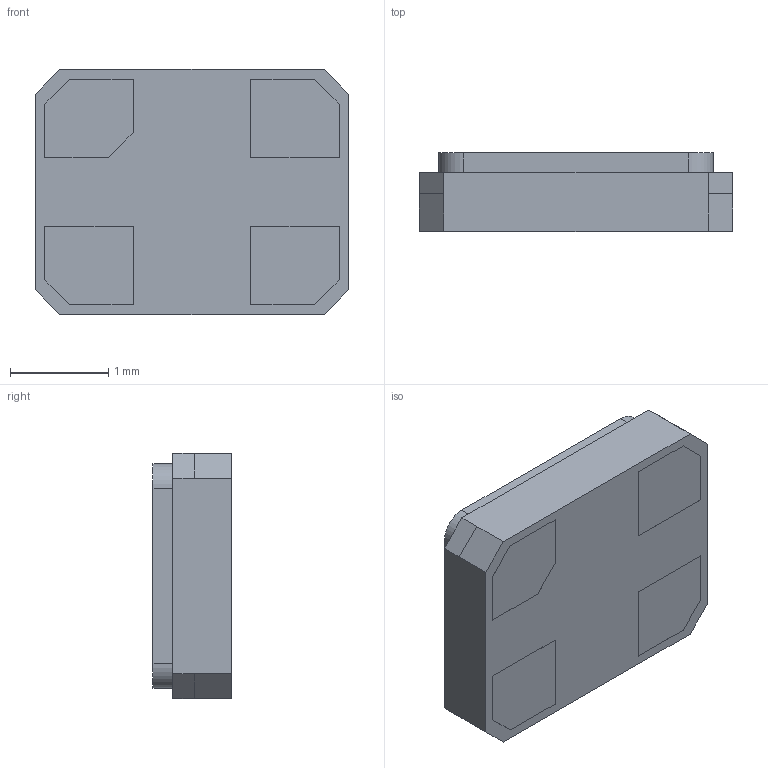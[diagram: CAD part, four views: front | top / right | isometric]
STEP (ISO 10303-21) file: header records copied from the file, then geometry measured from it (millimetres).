
FILE_DESCRIPTION(/* description */ (''),/* implementation_level */ '2;1');
FILE_NAME(/* name */ 'ABM8.step',/* time_stamp */ '2021-03-02T21:44:12+01:00',/* author */ (''),/* organization */ (''),/* preprocessor_version */ 'ST-DEVELOPER v18.1',/* originating_system */ 'Autodesk Translation Framework v9.7.1.1290',/* authorisation */ '');
FILE_SCHEMA (('AUTOMOTIVE_DESIGN { 1 0 10303 214 3 1 1 }'));
Length unit declared in the file: millimetre
Products named in the file (2): (Unsaved); ABM8
Assembly tree (1 placements, depth 2):
  (Unsaved)
    ABM8
Bounding box: 3.2 x 0.81 x 2.5 mm (x, y, z)
Volume: 6 mm3; surface area: 24.7 mm2
Topology: 5 solids, 5 shells, 119 faces, 312 edges, 208 vertices
Faces by surface type: plane 85, bspline 30, cylinder 4
Entity records: 5305 total; most frequent: CARTESIAN_POINT 2368, ORIENTED_EDGE 624, DIRECTION 444, EDGE_CURVE 312, LINE 244, VECTOR 244, VERTEX_POINT 208, EDGE_LOOP 134
